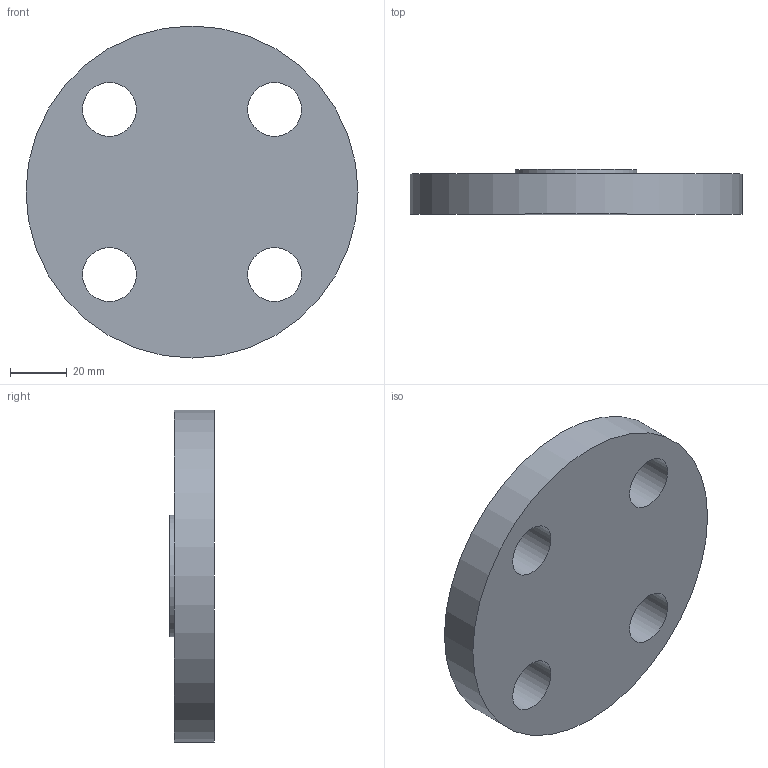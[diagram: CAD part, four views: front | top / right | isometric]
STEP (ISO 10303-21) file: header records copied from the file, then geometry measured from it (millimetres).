
FILE_DESCRIPTION(/* description */ (''),/* implementation_level */ '2;1');
FILE_NAME(/* name */ 'ANSI-B300-0.75B.stp',/* time_stamp */ '2023-11-07T09:40:12-05:00',/* author */ ('Admin'),/* organization */ (''),/* preprocessor_version */ 'ST-DEVELOPER v19',/* originating_system */ 'Autodesk Inventor 2023',/* authorisation */ '');
FILE_SCHEMA (('AUTOMOTIVE_DESIGN { 1 0 10303 214 3 1 1 }'));
Length unit declared in the file: inch
Products named in the file (1): ANSI-B300-0.75B
Bounding box: 117.35 x 15.81 x 117.35 mm (x, y, z)
Volume: 139918.6 mm3; surface area: 28213.5 mm2
Topology: 1 solids, 1 shells, 9 faces, 18 edges, 12 vertices
Faces by surface type: cylinder 6, plane 3
Full cylindrical faces by diameter (mm): 19.05 x4, 42.926 x1, 117.348 x1
Entity records: 305 total; most frequent: DIRECTION 50, CARTESIAN_POINT 40, ORIENTED_EDGE 36, AXIS2_PLACEMENT_3D 22, EDGE_LOOP 18, EDGE_CURVE 18, CIRCLE 12, VERTEX_POINT 12
